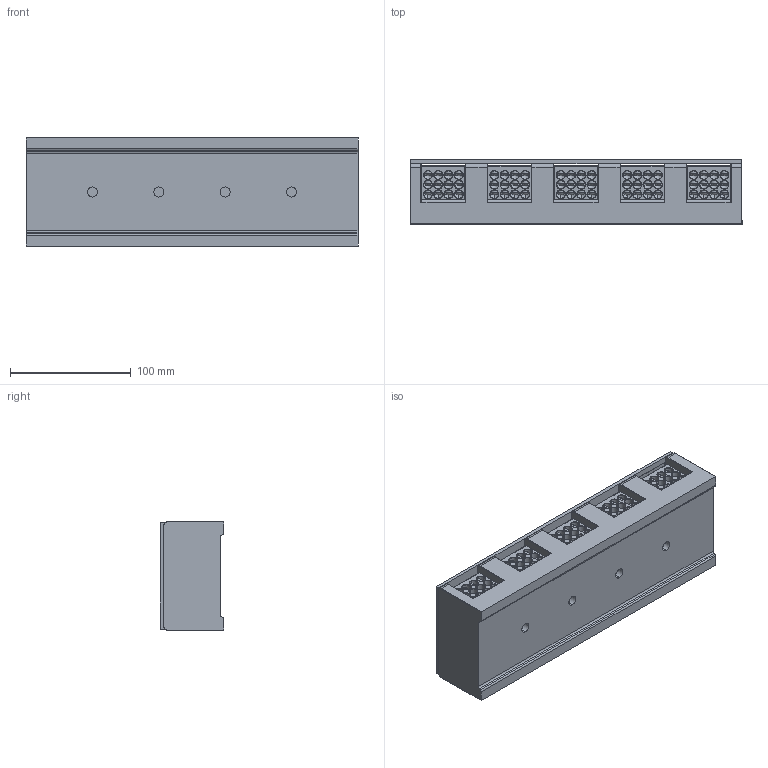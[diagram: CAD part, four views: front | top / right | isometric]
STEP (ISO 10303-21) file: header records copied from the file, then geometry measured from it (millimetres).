
FILE_DESCRIPTION((''),'2;1');
FILE_NAME('UDJ-3005_12_16','2024-07-05T',('dell'),(''),'PRO/ENGINEER BY PARAMETRIC TECHNOLOGY CORPORATION, 2013230','PRO/ENGINEER BY PARAMETRIC TECHNOLOGY CORPORATION, 2013230','');
FILE_SCHEMA(('AUTOMOTIVE_DESIGN { 1 0 10303 214 1 1 1 1 }'));
Products named in the file (1): UDJ-3005_12_16
Bounding box: 275 x 53 x 90 mm (x, y, z)
Volume: 888084.9 mm3; surface area: 224367.4 mm2
Topology: 6 solids, 6 shells, 3238 faces, 9531 edges, 6083 vertices
Faces by surface type: plane 1456, cylinder 815, cone 600, bspline 180, sphere 140, torus 44, extrusion 3
Entity records: 122677 total; most frequent: CARTESIAN_POINT 37748, ORIENTED_EDGE 18442, DIRECTION 17332, EDGE_CURVE 9221, AXIS2_PLACEMENT_3D 6237, VERTEX_POINT 6083, VECTOR 4858, LINE 4855
